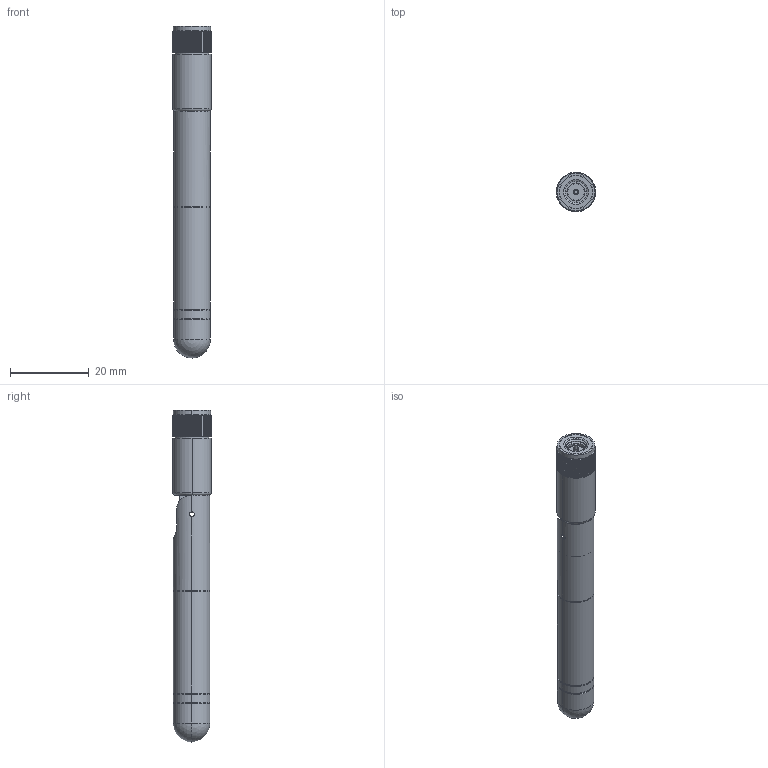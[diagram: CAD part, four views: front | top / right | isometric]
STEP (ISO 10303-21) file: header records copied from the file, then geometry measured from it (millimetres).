
FILE_DESCRIPTION (( 'STEP AP214' ), '1' );
FILE_NAME ('LCANRBD1070_3D.step', '2024-07-22T22:06:53', ( '' ), ( '' ), 'SwSTEP 2.0', 'SolidWorks 2022', '' );
FILE_SCHEMA (( 'AUTOMOTIVE_DESIGN' ));
Length unit declared in the file: inch
Products named in the file (3): SMA_SWIVEL^LCANRBD1070; LCANRBD1070^LCANRBD1070; LCANRBD1070_3D
Assembly tree (2 placements, depth 2):
  LCANRBD1070_3D
    LCANRBD1070^LCANRBD1070
    SMA_SWIVEL^LCANRBD1070
Bounding box: 9.99 x 9.99 x 84.39 mm (x, y, z)
Volume: 5140.6 mm3; surface area: 3541.2 mm2
Topology: 2 solids, 2 shells, 299 faces, 811 edges, 529 vertices
Faces by surface type: cylinder 157, plane 122, cone 16, sphere 2, torus 2
Entity records: 13436 total; most frequent: CARTESIAN_POINT 2729, ORIENTED_EDGE 1612, DIRECTION 1525, EDGE_CURVE 806, AXIS2_PLACEMENT_3D 572, VERTEX_POINT 526, VECTOR 381, LINE 381
